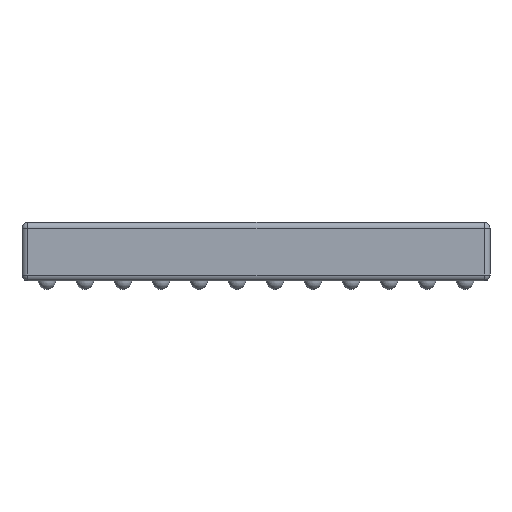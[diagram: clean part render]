
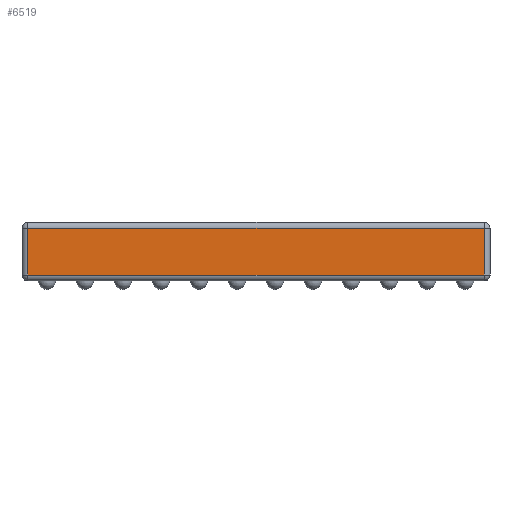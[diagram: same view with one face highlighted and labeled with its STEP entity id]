
A CAD part, left-side view. The second image highlights one B-rep face of the part: STEP entity #6519.
In plain terms, the highlighted planar face has unit normal (-1, 0, 0).
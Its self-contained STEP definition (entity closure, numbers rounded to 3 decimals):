
#462 = EDGE_CURVE ( 'NONE', #18279, #2711, #25366, .T. ) ;
#909 = VERTEX_POINT ( 'NONE', #5646 ) ;
#2711 = VERTEX_POINT ( 'NONE', #10867 ) ;
#2997 = CARTESIAN_POINT ( 'NONE',  ( -4., -3.9, 0.25 ) ) ;
#3065 = EDGE_LOOP ( 'NONE', ( #3401, #11647, #21115, #5138 ) ) ;
#3401 = ORIENTED_EDGE ( 'NONE', *, *, #462, .T. ) ;
#3436 = LINE ( 'NONE', #22241, #20707 ) ;
#3511 = DIRECTION ( 'NONE',  ( 0., 1., 0. ) ) ;
#4095 = AXIS2_PLACEMENT_3D ( 'NONE', #20894, #16785, #3511 ) ;
#4231 = VERTEX_POINT ( 'NONE', #2997 ) ;
#4256 = VECTOR ( 'NONE', #18808, 1000. ) ;
#5105 = CARTESIAN_POINT ( 'NONE',  ( -4., 3.9, 1.05 ) ) ;
#5138 = ORIENTED_EDGE ( 'NONE', *, *, #24356, .T. ) ;
#5646 = CARTESIAN_POINT ( 'NONE',  ( -4., -3.9, 1.05 ) ) ;
#5675 = DIRECTION ( 'NONE',  ( 0., 1., 0. ) ) ;
#6519 = ADVANCED_FACE ( 'NONE', ( #23762 ), #9243, .F. ) ;
#8209 = DIRECTION ( 'NONE',  ( 0., 0., -1. ) ) ;
#8305 = EDGE_CURVE ( 'NONE', #4231, #909, #20937, .T. ) ;
#9243 = PLANE ( 'NONE',  #4095 ) ;
#9518 = CARTESIAN_POINT ( 'NONE',  ( -4., 3.9, 1.15 ) ) ;
#9640 = LINE ( 'NONE', #25157, #9972 ) ;
#9972 = VECTOR ( 'NONE', #5675, 1000. ) ;
#10867 = CARTESIAN_POINT ( 'NONE',  ( -4., 3.9, 0.25 ) ) ;
#11647 = ORIENTED_EDGE ( 'NONE', *, *, #17207, .T. ) ;
#11713 = DIRECTION ( 'NONE',  ( 0., -1., 0. ) ) ;
#12593 = CARTESIAN_POINT ( 'NONE',  ( -4., -3.9, 1.15 ) ) ;
#16785 = DIRECTION ( 'NONE',  ( 1., 0., 0. ) ) ;
#17207 = EDGE_CURVE ( 'NONE', #2711, #4231, #3436, .T. ) ;
#17648 = VECTOR ( 'NONE', #8209, 1000. ) ;
#18279 = VERTEX_POINT ( 'NONE', #5105 ) ;
#18808 = DIRECTION ( 'NONE',  ( 0., 0., 1. ) ) ;
#20707 = VECTOR ( 'NONE', #11713, 1000. ) ;
#20894 = CARTESIAN_POINT ( 'NONE',  ( -4., 4., 1.15 ) ) ;
#20937 = LINE ( 'NONE', #12593, #4256 ) ;
#21115 = ORIENTED_EDGE ( 'NONE', *, *, #8305, .T. ) ;
#22241 = CARTESIAN_POINT ( 'NONE',  ( -4., 4., 0.25 ) ) ;
#23762 = FACE_OUTER_BOUND ( 'NONE', #3065, .T. ) ;
#24356 = EDGE_CURVE ( 'NONE', #909, #18279, #9640, .T. ) ;
#25157 = CARTESIAN_POINT ( 'NONE',  ( -4., 3.9, 1.05 ) ) ;
#25366 = LINE ( 'NONE', #9518, #17648 ) ;
